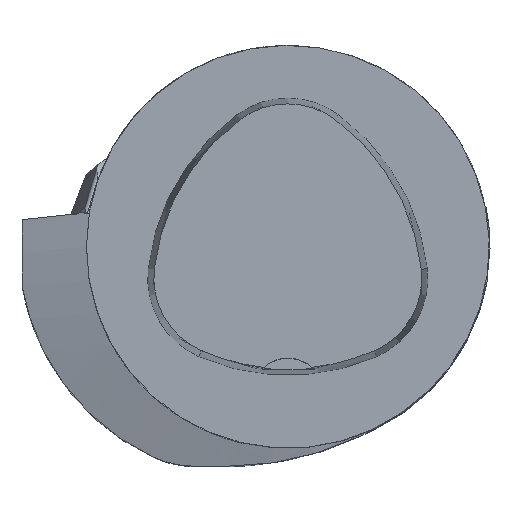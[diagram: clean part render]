
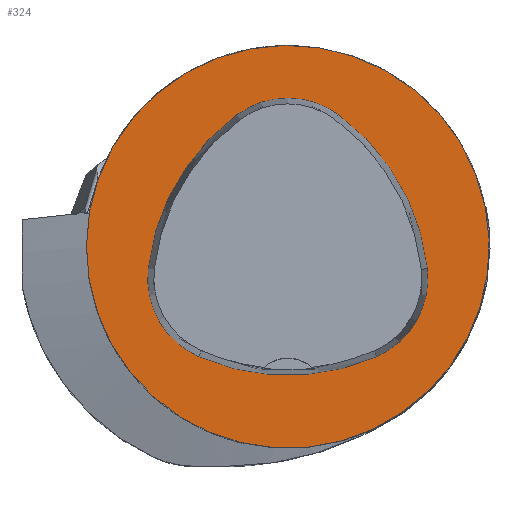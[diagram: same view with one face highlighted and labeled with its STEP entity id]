
A CAD part, top view. The second image highlights one B-rep face of the part: STEP entity #324.
In plain terms, the highlighted planar face has unit normal (0, 0, 1).
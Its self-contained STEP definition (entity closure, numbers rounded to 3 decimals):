
#324=ADVANCED_FACE('',(#760,#761),#410,.T.);
#410=PLANE('',#2121);
#760=FACE_BOUND('',#805,.T.);
#761=FACE_BOUND('',#806,.T.);
#805=EDGE_LOOP('',(#1087,#1088,#1089,#1090,#1091,#1092));
#806=EDGE_LOOP('',(#1093));
#1087=ORIENTED_EDGE('',*,*,#1758,.T.);
#1088=ORIENTED_EDGE('',*,*,#1738,.T.);
#1089=ORIENTED_EDGE('',*,*,#1742,.T.);
#1090=ORIENTED_EDGE('',*,*,#1745,.T.);
#1091=ORIENTED_EDGE('',*,*,#1748,.T.);
#1092=ORIENTED_EDGE('',*,*,#1756,.T.);
#1093=ORIENTED_EDGE('',*,*,#1729,.F.);
#1520=VERTEX_POINT('',#3216);
#1529=VERTEX_POINT('',#3235);
#1530=VERTEX_POINT('',#3236);
#1533=VERTEX_POINT('',#3244);
#1535=VERTEX_POINT('',#3250);
#1537=VERTEX_POINT('',#3256);
#1544=VERTEX_POINT('',#3277);
#1729=EDGE_CURVE('',#1520,#1520,#1910,.T.);
#1738=EDGE_CURVE('',#1529,#1530,#1911,.T.);
#1742=EDGE_CURVE('',#1530,#1533,#1913,.T.);
#1745=EDGE_CURVE('',#1533,#1535,#1915,.T.);
#1748=EDGE_CURVE('',#1535,#1537,#1917,.T.);
#1756=EDGE_CURVE('',#1537,#1544,#1921,.T.);
#1758=EDGE_CURVE('',#1544,#1529,#1923,.T.);
#1910=CIRCLE('',#2093,40.);
#1911=CIRCLE('',#2099,44.);
#1913=CIRCLE('',#2102,17.);
#1915=CIRCLE('',#2105,44.);
#1917=CIRCLE('',#2108,17.);
#1921=CIRCLE('',#2113,44.);
#1923=CIRCLE('',#2116,17.);
#2093=AXIS2_PLACEMENT_3D('',#3215,#2435,#2436);
#2099=AXIS2_PLACEMENT_3D('',#3234,#2451,#2452);
#2102=AXIS2_PLACEMENT_3D('',#3243,#2459,#2460);
#2105=AXIS2_PLACEMENT_3D('',#3249,#2466,#2467);
#2108=AXIS2_PLACEMENT_3D('',#3255,#2473,#2474);
#2113=AXIS2_PLACEMENT_3D('',#3278,#2485,#2486);
#2116=AXIS2_PLACEMENT_3D('',#3281,#2491,#2492);
#2121=AXIS2_PLACEMENT_3D('',#3286,#2501,#2502);
#2435=DIRECTION('',(0.,0.,-1.));
#2436=DIRECTION('',(-1.,0.,0.));
#2451=DIRECTION('',(0.,0.,-1.));
#2452=DIRECTION('',(-1.,0.,0.));
#2459=DIRECTION('',(0.,0.,-1.));
#2460=DIRECTION('',(-1.,0.,0.));
#2466=DIRECTION('',(0.,0.,-1.));
#2467=DIRECTION('',(-1.,0.,0.));
#2473=DIRECTION('',(0.,0.,-1.));
#2474=DIRECTION('',(-1.,0.,0.));
#2485=DIRECTION('',(0.,0.,-1.));
#2486=DIRECTION('',(-1.,0.,0.));
#2491=DIRECTION('',(0.,0.,-1.));
#2492=DIRECTION('',(-1.,0.,0.));
#2501=DIRECTION('',(0.,0.,1.));
#2502=DIRECTION('',(1.,0.,0.));
#3215=CARTESIAN_POINT('',(0.,0.,0.));
#3216=CARTESIAN_POINT('',(-40.,0.,0.));
#3234=CARTESIAN_POINT('',(16.01,-9.224,0.));
#3235=CARTESIAN_POINT('',(-27.722,-4.378,0.));
#3236=CARTESIAN_POINT('',(-10.119,26.178,0.));
#3243=CARTESIAN_POINT('',(-0.023,12.5,0.));
#3244=CARTESIAN_POINT('',(10.049,26.194,0.));
#3249=CARTESIAN_POINT('',(-16.021,-9.25,0.));
#3250=CARTESIAN_POINT('',(27.71,-4.394,0.));
#3255=CARTESIAN_POINT('',(10.814,-6.27,0.));
#3256=CARTESIAN_POINT('',(17.611,-21.852,0.));
#3277=CARTESIAN_POINT('',(-17.652,-21.819,0.));
#3278=CARTESIAN_POINT('',(0.017,18.477,0.));
#3281=CARTESIAN_POINT('',(-10.825,-6.25,0.));
#3286=CARTESIAN_POINT('',(0.,0.,0.));
